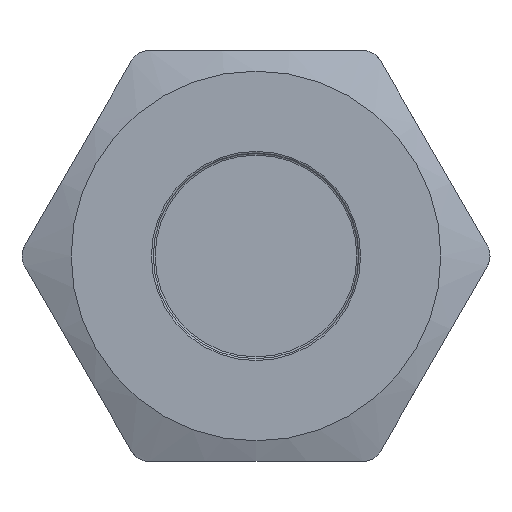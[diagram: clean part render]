
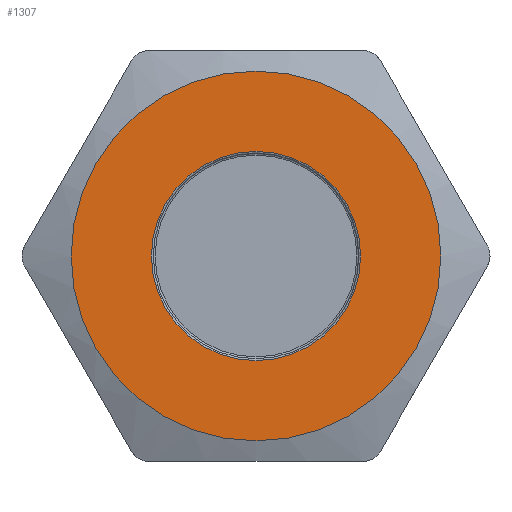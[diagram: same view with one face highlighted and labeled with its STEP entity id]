
A CAD part, left-side view. The second image highlights one B-rep face of the part: STEP entity #1307.
In plain terms, the highlighted planar face has unit normal (-1, 0, 0).
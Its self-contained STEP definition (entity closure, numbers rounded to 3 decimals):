
#15=FACE_BOUND('',#233,.T.);
#22=PLANE('',#1433);
#156=FACE_OUTER_BOUND('',#232,.T.);
#232=EDGE_LOOP('',(#1125));
#233=EDGE_LOOP('',(#1126));
#282=CIRCLE('',#1413,9.9);
#285=CIRCLE('',#1417,5.6);
#576=VERTEX_POINT('',#3925);
#583=VERTEX_POINT('',#3975);
#747=EDGE_CURVE('',#576,#576,#282,.T.);
#756=EDGE_CURVE('',#583,#583,#285,.T.);
#1125=ORIENTED_EDGE('',*,*,#747,.T.);
#1126=ORIENTED_EDGE('',*,*,#756,.T.);
#1307=ADVANCED_FACE('',(#156,#15),#22,.T.);
#1413=AXIS2_PLACEMENT_3D('',#3927,#1645,#1646);
#1417=AXIS2_PLACEMENT_3D('',#3977,#1653,#1654);
#1433=AXIS2_PLACEMENT_3D('',#5572,#1687,#1688);
#1645=DIRECTION('center_axis',(-1.,0.,0.));
#1646=DIRECTION('ref_axis',(0.,0.,1.));
#1653=DIRECTION('center_axis',(1.,0.,0.));
#1654=DIRECTION('ref_axis',(0.,0.,1.));
#1687=DIRECTION('center_axis',(-1.,0.,0.));
#1688=DIRECTION('ref_axis',(0.,0.,1.));
#3925=CARTESIAN_POINT('',(-8.8,0.,-9.9));
#3927=CARTESIAN_POINT('Origin',(-8.8,0.,0.));
#3975=CARTESIAN_POINT('',(-8.8,0.,-5.6));
#3977=CARTESIAN_POINT('Origin',(-8.8,0.,0.));
#5572=CARTESIAN_POINT('Origin',(-8.8,12.702,0.));
